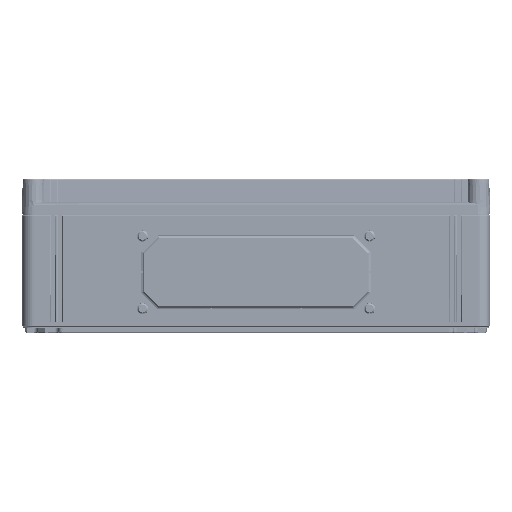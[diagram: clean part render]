
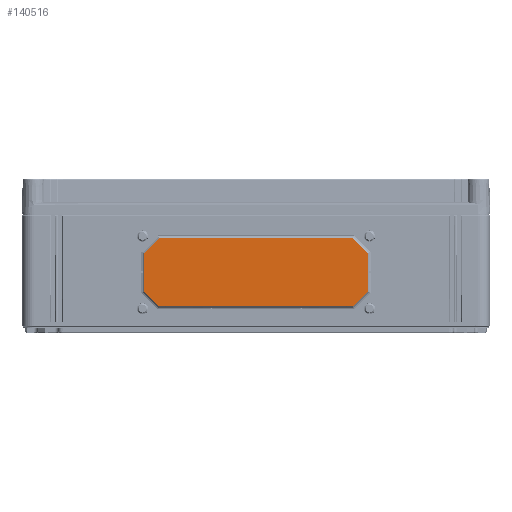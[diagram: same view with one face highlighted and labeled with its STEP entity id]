
A CAD part, left-side view. The second image highlights one B-rep face of the part: STEP entity #140516.
In plain terms, the highlighted planar face has unit normal (-1, 0, 0).
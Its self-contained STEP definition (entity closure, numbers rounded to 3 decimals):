
#69921=DIRECTION('',(0.,0.,1.));
#69922=VECTOR('',#69921,32.756);
#69923=CARTESIAN_POINT('',(-297.5,95.5,-70.378));
#69924=LINE('',#69923,#69922);
#70260=DIRECTION('',(0.,1.,0.));
#70261=VECTOR('',#70260,165.756);
#70262=CARTESIAN_POINT('',(-297.5,-82.878,-83.));
#70263=LINE('',#70262,#70261);
#70321=DIRECTION('',(0.,0.707,0.707));
#70322=VECTOR('',#70321,17.85);
#70323=CARTESIAN_POINT('',(-297.5,82.878,-83.));
#70324=LINE('',#70323,#70322);
#70335=DIRECTION('',(0.,-0.707,-0.707));
#70336=VECTOR('',#70335,17.85);
#70337=CARTESIAN_POINT('',(-297.5,-82.878,-25.));
#70338=LINE('',#70337,#70336);
#70356=DIRECTION('',(0.,-1.,0.));
#70357=VECTOR('',#70356,165.756);
#70358=CARTESIAN_POINT('',(-297.5,82.878,-25.));
#70359=LINE('',#70358,#70357);
#70377=DIRECTION('',(0.,-0.707,0.707));
#70378=VECTOR('',#70377,17.85);
#70379=CARTESIAN_POINT('',(-297.5,95.5,-37.622));
#70380=LINE('',#70379,#70378);
#70510=DIRECTION('',(0.,0.,-1.));
#70511=VECTOR('',#70510,32.756);
#70512=CARTESIAN_POINT('',(-297.5,-95.5,-37.622));
#70513=LINE('',#70512,#70511);
#70646=DIRECTION('',(0.,0.707,-0.707));
#70647=VECTOR('',#70646,17.85);
#70648=CARTESIAN_POINT('',(-297.5,-95.5,-70.378));
#70649=LINE('',#70648,#70647);
#81366=CARTESIAN_POINT('',(-297.5,82.878,-83.));
#81367=CARTESIAN_POINT('',(-297.5,95.5,-70.378));
#81368=VERTEX_POINT('',#81366);
#81369=VERTEX_POINT('',#81367);
#81374=CARTESIAN_POINT('',(-297.5,-82.878,-83.));
#81375=VERTEX_POINT('',#81374);
#81376=CARTESIAN_POINT('',(-297.5,-95.5,-70.378));
#81377=VERTEX_POINT('',#81376);
#81382=CARTESIAN_POINT('',(-297.5,-95.5,-37.622));
#81383=VERTEX_POINT('',#81382);
#81384=CARTESIAN_POINT('',(-297.5,-82.878,-25.));
#81385=VERTEX_POINT('',#81384);
#81390=CARTESIAN_POINT('',(-297.5,82.878,-25.));
#81391=VERTEX_POINT('',#81390);
#81394=CARTESIAN_POINT('',(-297.5,95.5,-37.622));
#81395=VERTEX_POINT('',#81394);
#140496=CARTESIAN_POINT('',(-297.5,0.,0.));
#140497=DIRECTION('',(1.,0.,0.));
#140498=DIRECTION('',(0.,1.,0.));
#140499=AXIS2_PLACEMENT_3D('',#140496,#140497,#140498);
#140500=PLANE('',#140499);
#140502=ORIENTED_EDGE('',*,*,#140501,.T.);
#140504=ORIENTED_EDGE('',*,*,#140503,.T.);
#140506=ORIENTED_EDGE('',*,*,#140505,.T.);
#140507=ORIENTED_EDGE('',*,*,#140445,.T.);
#140508=ORIENTED_EDGE('',*,*,#140488,.T.);
#140509=ORIENTED_EDGE('',*,*,#140168,.T.);
#140511=ORIENTED_EDGE('',*,*,#140510,.T.);
#140513=ORIENTED_EDGE('',*,*,#140512,.T.);
#140514=EDGE_LOOP('',(#140502,#140504,#140506,#140507,#140508,#140509,#140511,
#140513));
#140515=FACE_OUTER_BOUND('',#140514,.F.);
#140516=ADVANCED_FACE('',(#140515),#140500,.F.);
#140168=EDGE_CURVE('',#81369,#81395,#69924,.T.);
#140445=EDGE_CURVE('',#81375,#81368,#70263,.T.);
#140488=EDGE_CURVE('',#81368,#81369,#70324,.T.);
#140501=EDGE_CURVE('',#81385,#81383,#70338,.T.);
#140503=EDGE_CURVE('',#81383,#81377,#70513,.T.);
#140505=EDGE_CURVE('',#81377,#81375,#70649,.T.);
#140510=EDGE_CURVE('',#81395,#81391,#70380,.T.);
#140512=EDGE_CURVE('',#81391,#81385,#70359,.T.);
